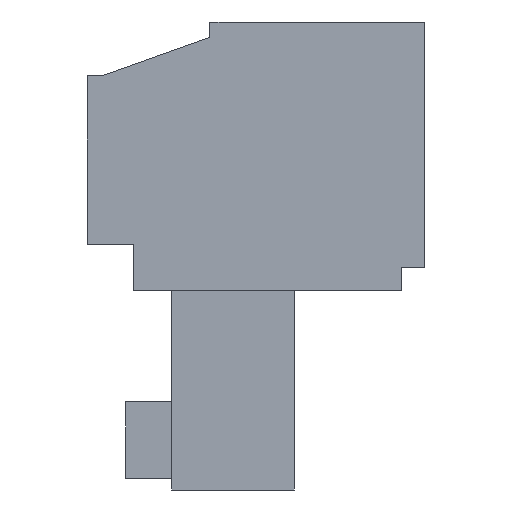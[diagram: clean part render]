
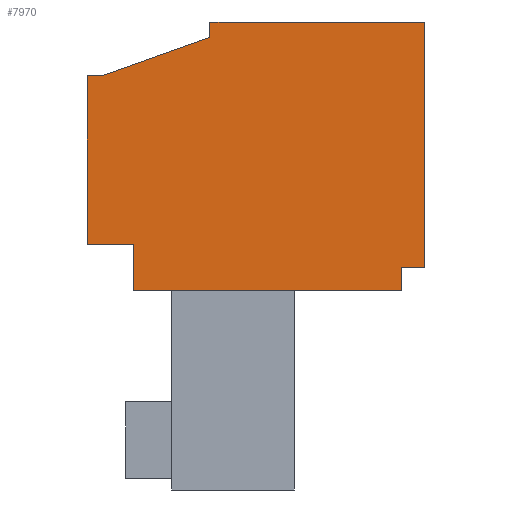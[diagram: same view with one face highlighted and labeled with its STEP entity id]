
A CAD part, left-side view. The second image highlights one B-rep face of the part: STEP entity #7970.
In plain terms, the highlighted planar face has unit normal (-1, 0, 0).
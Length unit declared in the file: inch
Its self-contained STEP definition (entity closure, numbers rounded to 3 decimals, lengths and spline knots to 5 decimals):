
#1=DIRECTION('',(0.,0.,-1.));
#2=VECTOR('',#1,0.32);
#3=CARTESIAN_POINT('',(-0.9805,0.,0.));
#4=LINE('',#3,#2);
#5=DIRECTION('',(0.,1.,0.));
#6=VECTOR('',#5,0.03);
#7=CARTESIAN_POINT('',(-0.9805,0.,-0.32));
#8=LINE('',#7,#6);
#9=DIRECTION('',(0.,0.,-1.));
#10=VECTOR('',#9,0.03);
#11=CARTESIAN_POINT('',(-0.9805,0.03,-0.32));
#12=LINE('',#11,#10);
#13=DIRECTION('',(0.,1.,0.));
#14=VECTOR('',#13,0.35);
#15=CARTESIAN_POINT('',(-0.9805,0.03,-0.35));
#16=LINE('',#15,#14);
#17=DIRECTION('',(0.,0.,1.));
#18=VECTOR('',#17,0.06);
#19=CARTESIAN_POINT('',(-0.9805,0.38,-0.35));
#20=LINE('',#19,#18);
#21=DIRECTION('',(0.,1.,0.));
#22=VECTOR('',#21,0.06);
#23=CARTESIAN_POINT('',(-0.9805,0.38,-0.29));
#24=LINE('',#23,#22);
#25=DIRECTION('',(0.,0.,1.));
#26=VECTOR('',#25,0.22);
#27=CARTESIAN_POINT('',(-0.9805,0.44,-0.29));
#28=LINE('',#27,#26);
#29=DIRECTION('',(0.,-1.,0.));
#30=VECTOR('',#29,0.02);
#31=CARTESIAN_POINT('',(-0.9805,0.44,-0.07));
#32=LINE('',#31,#30);
#33=DIRECTION('',(0.,-0.942,0.336));
#34=VECTOR('',#33,0.14866);
#35=CARTESIAN_POINT('',(-0.9805,0.42,-0.07));
#36=LINE('',#35,#34);
#37=DIRECTION('',(0.,0.,1.));
#38=VECTOR('',#37,0.02);
#39=CARTESIAN_POINT('',(-0.9805,0.28,-0.02));
#40=LINE('',#39,#38);
#41=DIRECTION('',(0.,-1.,0.));
#42=VECTOR('',#41,0.28);
#43=CARTESIAN_POINT('',(-0.9805,0.28,0.));
#44=LINE('',#43,#42);
#6089=CARTESIAN_POINT('',(-0.9805,0.,0.));
#6090=CARTESIAN_POINT('',(-0.9805,0.,-0.32));
#6091=VERTEX_POINT('',#6089);
#6092=VERTEX_POINT('',#6090);
#6093=CARTESIAN_POINT('',(-0.9805,0.03,-0.32));
#6094=VERTEX_POINT('',#6093);
#6095=CARTESIAN_POINT('',(-0.9805,0.03,-0.35));
#6096=VERTEX_POINT('',#6095);
#6097=CARTESIAN_POINT('',(-0.9805,0.38,-0.35));
#6098=VERTEX_POINT('',#6097);
#6099=CARTESIAN_POINT('',(-0.9805,0.38,-0.29));
#6100=VERTEX_POINT('',#6099);
#6101=CARTESIAN_POINT('',(-0.9805,0.44,-0.29));
#6102=VERTEX_POINT('',#6101);
#6103=CARTESIAN_POINT('',(-0.9805,0.44,-0.07));
#6104=VERTEX_POINT('',#6103);
#6105=CARTESIAN_POINT('',(-0.9805,0.42,-0.07));
#6106=VERTEX_POINT('',#6105);
#6107=CARTESIAN_POINT('',(-0.9805,0.28,-0.02));
#6108=VERTEX_POINT('',#6107);
#6109=CARTESIAN_POINT('',(-0.9805,0.28,0.));
#6110=VERTEX_POINT('',#6109);
#7941=CARTESIAN_POINT('',(-0.9805,0.,0.));
#7942=DIRECTION('',(1.,0.,0.));
#7943=DIRECTION('',(0.,0.,-1.));
#7944=AXIS2_PLACEMENT_3D('',#7941,#7942,#7943);
#7945=PLANE('',#7944);
#7947=ORIENTED_EDGE('',*,*,#7946,.T.);
#7949=ORIENTED_EDGE('',*,*,#7948,.T.);
#7951=ORIENTED_EDGE('',*,*,#7950,.T.);
#7953=ORIENTED_EDGE('',*,*,#7952,.T.);
#7955=ORIENTED_EDGE('',*,*,#7954,.T.);
#7957=ORIENTED_EDGE('',*,*,#7956,.T.);
#7959=ORIENTED_EDGE('',*,*,#7958,.T.);
#7961=ORIENTED_EDGE('',*,*,#7960,.T.);
#7963=ORIENTED_EDGE('',*,*,#7962,.T.);
#7965=ORIENTED_EDGE('',*,*,#7964,.T.);
#7967=ORIENTED_EDGE('',*,*,#7966,.T.);
#7968=EDGE_LOOP('',(#7947,#7949,#7951,#7953,#7955,#7957,#7959,#7961,#7963,#7965,
#7967));
#7969=FACE_OUTER_BOUND('',#7968,.F.);
#7970=ADVANCED_FACE('',(#7969),#7945,.F.);
#7946=EDGE_CURVE('',#6091,#6092,#4,.T.);
#7948=EDGE_CURVE('',#6092,#6094,#8,.T.);
#7950=EDGE_CURVE('',#6094,#6096,#12,.T.);
#7952=EDGE_CURVE('',#6096,#6098,#16,.T.);
#7954=EDGE_CURVE('',#6098,#6100,#20,.T.);
#7956=EDGE_CURVE('',#6100,#6102,#24,.T.);
#7958=EDGE_CURVE('',#6102,#6104,#28,.T.);
#7960=EDGE_CURVE('',#6104,#6106,#32,.T.);
#7962=EDGE_CURVE('',#6106,#6108,#36,.T.);
#7964=EDGE_CURVE('',#6108,#6110,#40,.T.);
#7966=EDGE_CURVE('',#6110,#6091,#44,.T.);
